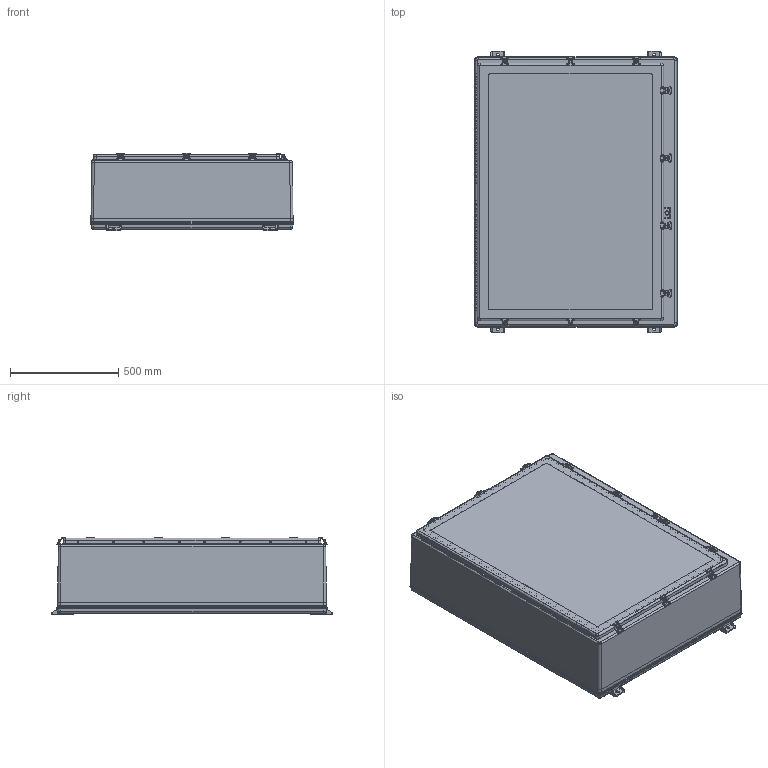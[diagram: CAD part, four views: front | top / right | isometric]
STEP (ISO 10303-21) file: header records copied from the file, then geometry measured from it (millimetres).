
FILE_DESCRIPTION (( 'STEP AP214' ), '1' );
FILE_NAME ('TW483612HWT.STEP', '2018-11-08T16:48:20', ( '' ), ( '' ), 'SwSTEP 2.0', 'SolidWorks 2018', '' );
FILE_SCHEMA (( 'AUTOMOTIVE_DESIGN' ));
Length unit declared in the file: inch
Products named in the file (1): TW483612HWT
Bounding box: 941.39 x 1302.54 x 357.43 mm (x, y, z)
Volume: 25774252.2 mm3; surface area: 8438133.2 mm2
Topology: 128 solids, 128 shells, 3172 faces, 7623 edges, 4685 vertices
Faces by surface type: cylinder 1248, plane 1182, bspline 602, torus 88, cone 52
Full cylindrical faces by diameter (mm): 1.587 x30, 1.588 x10, 1.651 x16, 3.175 x82, 3.302 x108, 3.429 x20, 3.5 x20, 3.556 x40, 3.969 x20, 4.762 x12, 4.763 x8, 5.08 x20, 5.105 x1, 5.11 x1, 6.35 x1, 7.544 x16, 7.798 x8, 8.64 x2, 10.312 x1, 11 x4, 12.7 x2, 12.959 x2, 14.3 x12
Entity records: 164713 total; most frequent: CARTESIAN_POINT 54343, DIRECTION 13445, ORIENTED_EDGE 13208, EDGE_CURVE 6604, AXIS2_PLACEMENT_3D 5169, EDGE_LOOP 4534, VERTEX_POINT 4476, FACE_OUTER_BOUND 3828
